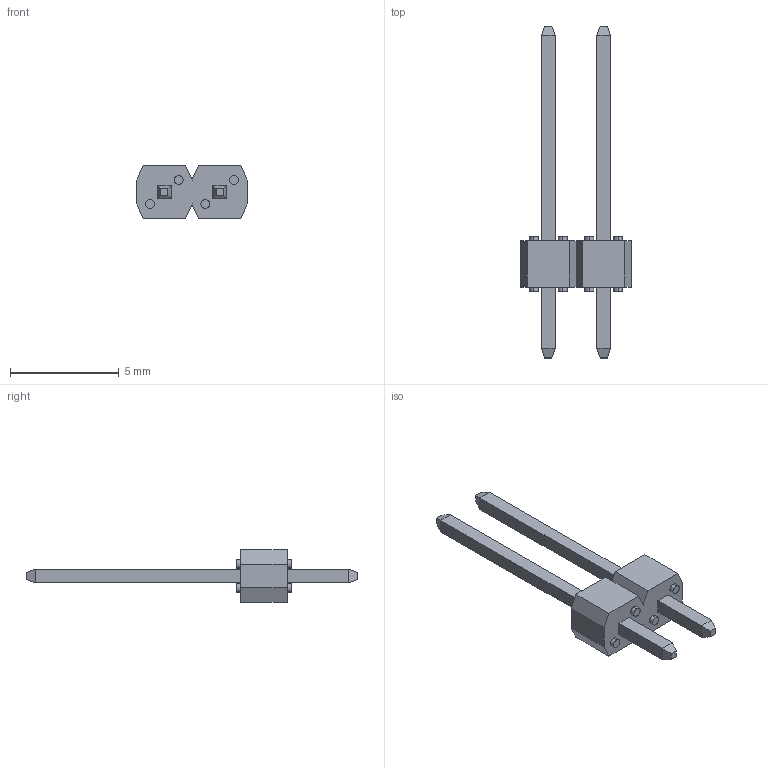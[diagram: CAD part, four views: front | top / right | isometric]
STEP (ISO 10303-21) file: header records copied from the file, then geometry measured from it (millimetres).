
FILE_DESCRIPTION (( 'STEP AP214' ), '1' );
FILE_NAME ('68604-202HLF.STEP', '2023-05-21T05:18:27', ( '' ), ( '' ), 'SwSTEP 2.0', 'SolidWorks 2021', '' );
FILE_SCHEMA (( 'AUTOMOTIVE_DESIGN' ));
Length unit declared in the file: millimetre
Products named in the file (3): 68000 gold body_02; pin^68000 Gold; 68604-202HLF
Assembly tree (3 placements, depth 2):
  68604-202HLF
    68000 gold body_02
    pin^68000 Gold  x2
Bounding box: 5.08 x 15.24 x 2.41 mm (x, y, z)
Volume: 35.2 mm3; surface area: 145.5 mm2
Topology: 3 solids, 3 shells, 76 faces, 170 edges, 108 vertices
Faces by surface type: plane 60, cylinder 16
Entity records: 1860 total; most frequent: DIRECTION 310, CARTESIAN_POINT 302, ORIENTED_EDGE 284, EDGE_CURVE 142, LINE 110, VECTOR 110, AXIS2_PLACEMENT_3D 100, VERTEX_POINT 92
